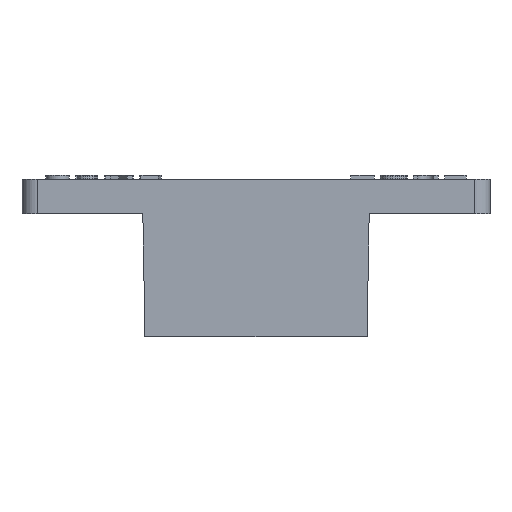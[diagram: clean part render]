
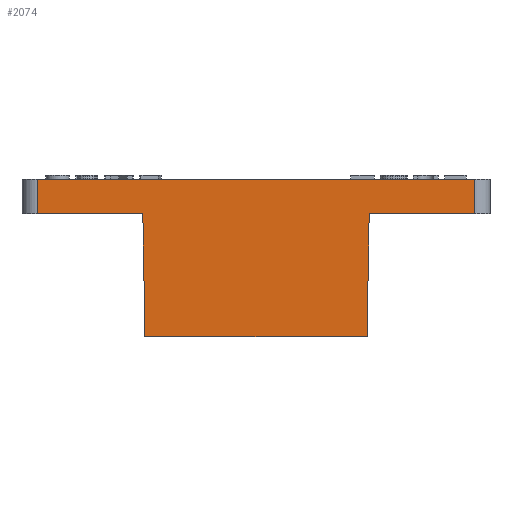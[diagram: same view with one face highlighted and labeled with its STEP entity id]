
A CAD part, front view. The second image highlights one B-rep face of the part: STEP entity #2074.
In plain terms, the highlighted planar face has unit normal (0, -1, 0).
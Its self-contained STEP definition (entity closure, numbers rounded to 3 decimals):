
#1031 = EDGE_CURVE( '', #3220, #3221, #3222, .T. );
#1491 = EDGE_CURVE( '', #3968, #3969, #3970, .T. );
#1559 = EDGE_CURVE( '', #3221, #3968, #4074, .T. );
#1818 = EDGE_CURVE( '', #3142, #4142, #4433, .T. );
#1869 = EDGE_CURVE( '', #3220, #3464, #4500, .T. );
#2059 = EDGE_CURVE( '', #4142, #3464, #4744, .T. );
#2074 = ADVANCED_FACE( '', ( #4762 ), #4763, .T. );
#2327 = EDGE_CURVE( '', #5080, #3969, #5081, .T. );
#2951 = EDGE_CURVE( '', #3142, #5080, #5802, .T. );
#3142 = VERTEX_POINT( '', #6009 );
#3220 = VERTEX_POINT( '', #6119 );
#3221 = VERTEX_POINT( '', #6120 );
#3222 = LINE( '', #6121, #6122 );
#3464 = VERTEX_POINT( '', #6474 );
#3968 = VERTEX_POINT( '', #7224 );
#3969 = VERTEX_POINT( '', #7225 );
#3970 = LINE( '', #7226, #7227 );
#4074 = LINE( '', #7381, #7382 );
#4142 = VERTEX_POINT( '', #7485 );
#4433 = LINE( '', #7952, #7953 );
#4500 = LINE( '', #8052, #8053 );
#4744 = LINE( '', #8441, #8442 );
#4762 = FACE_OUTER_BOUND( '', #8473, .T. );
#4763 = PLANE( '', #8474 );
#5080 = VERTEX_POINT( '', #9123 );
#5081 = LINE( '', #9124, #9125 );
#5802 = LINE( '', #10456, #10457 );
#6009 = CARTESIAN_POINT( '', ( -11.4, 0., 2.482 ) );
#6119 = CARTESIAN_POINT( '', ( 5.788, 0., -3.918 ) );
#6120 = CARTESIAN_POINT( '', ( 5.9, 0., 2.482 ) );
#6121 = CARTESIAN_POINT( '', ( 5.788, 0., -3.918 ) );
#6122 = VECTOR( '', #10843, 1000. );
#6474 = CARTESIAN_POINT( '', ( -5.788, 0., -3.918 ) );
#7224 = CARTESIAN_POINT( '', ( 11.4, 0., 2.482 ) );
#7225 = CARTESIAN_POINT( '', ( 11.4, 0., 4.282 ) );
#7226 = CARTESIAN_POINT( '', ( 11.4, 0., 2.482 ) );
#7227 = VECTOR( '', #11428, 1000. );
#7381 = CARTESIAN_POINT( '', ( 5.9, 0., 2.482 ) );
#7382 = VECTOR( '', #11556, 1000. );
#7485 = CARTESIAN_POINT( '', ( -5.9, 0., 2.482 ) );
#7952 = CARTESIAN_POINT( '', ( -11.4, 0., 2.482 ) );
#7953 = VECTOR( '', #11836, 1000. );
#8052 = CARTESIAN_POINT( '', ( 5.788, 0., -3.918 ) );
#8053 = VECTOR( '', #11920, 1000. );
#8441 = CARTESIAN_POINT( '', ( -5.9, 0., 2.482 ) );
#8442 = VECTOR( '', #12226, 1000. );
#8473 = EDGE_LOOP( '', ( #12234, #12235, #12236, #12237, #12238, #12239, #12240, #12241 ) );
#8474 = AXIS2_PLACEMENT_3D( '', #12242, #12243, #12244 );
#9123 = CARTESIAN_POINT( '', ( -11.4, 0., 4.282 ) );
#9124 = CARTESIAN_POINT( '', ( -11.4, 0., 4.282 ) );
#9125 = VECTOR( '', #12577, 1000. );
#10456 = CARTESIAN_POINT( '', ( -11.4, 0., 2.482 ) );
#10457 = VECTOR( '', #13662, 1000. );
#10843 = DIRECTION( '', ( 0.017, 0., 1. ) );
#11428 = DIRECTION( '', ( 0., 0., 1. ) );
#11556 = DIRECTION( '', ( 1., 0., 0. ) );
#11836 = DIRECTION( '', ( 1., 0., 0. ) );
#11920 = DIRECTION( '', ( -1., 0., 0. ) );
#12226 = DIRECTION( '', ( 0.017, 0., -1. ) );
#12234 = ORIENTED_EDGE( '', *, *, #2951, .F. );
#12235 = ORIENTED_EDGE( '', *, *, #1818, .T. );
#12236 = ORIENTED_EDGE( '', *, *, #2059, .T. );
#12237 = ORIENTED_EDGE( '', *, *, #1869, .F. );
#12238 = ORIENTED_EDGE( '', *, *, #1031, .T. );
#12239 = ORIENTED_EDGE( '', *, *, #1559, .T. );
#12240 = ORIENTED_EDGE( '', *, *, #1491, .T. );
#12241 = ORIENTED_EDGE( '', *, *, #2327, .F. );
#12242 = CARTESIAN_POINT( '', ( -11.97, 0., -4.123 ) );
#12243 = DIRECTION( '', ( 0., -1., 0. ) );
#12244 = DIRECTION( '', ( 1., 0., 0. ) );
#12577 = DIRECTION( '', ( 1., 0., 0. ) );
#13662 = DIRECTION( '', ( 0., 0., 1. ) );
